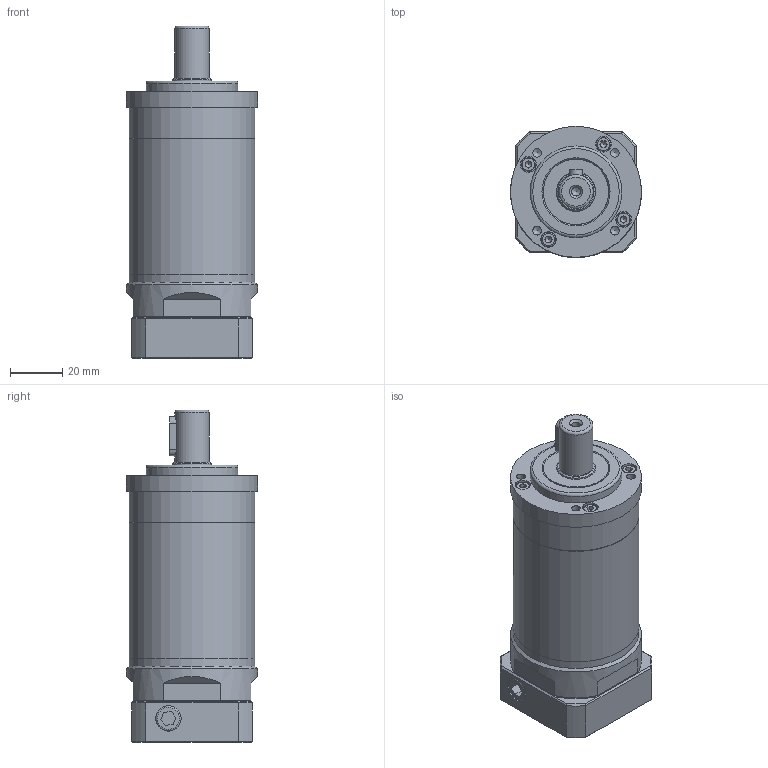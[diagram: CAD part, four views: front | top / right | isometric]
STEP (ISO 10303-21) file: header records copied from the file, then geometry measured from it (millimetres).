
FILE_DESCRIPTION((''),'2;1');
FILE_NAME('KFE-50-2.stp','2012-02-15T14:19:23',('young'),(''),'Autodesk Inventor 2012','Autodesk Inventor 2012','');
FILE_SCHEMA(('AUTOMOTIVE_DESIGN { 1 0 10303 214 1 1 1 1 }'));
Length unit declared in the file: millimetre
Products named in the file (1): KFE-50-2
Bounding box: 50 x 50 x 126.7 mm (x, y, z)
Volume: 180261.4 mm3; surface area: 52445.1 mm2
Topology: 21 solids, 21 shells, 474 faces, 1056 edges, 658 vertices
Faces by surface type: plane 256, cylinder 115, cone 90, torus 13
Full cylindrical faces by diameter (mm): 2.5 x9, 3 x5, 3.3 x13, 3.5 x9, 4 x4, 4.5 x4, 5.5 x5, 6 x9, 7 x4, 7.5 x4, 8.2 x1, 9.5 x2, 13 x1, 14.2 x1, 14.8 x2, 15 x4, 25 x4, 27 x1, 30 x1, 32 x3, 35 x1, 37 x1, 48 x3, 50 x2
Entity records: 12096 total; most frequent: CARTESIAN_POINT 2239, DIRECTION 2124, ORIENTED_EDGE 1676, AXIS2_PLACEMENT_3D 865, EDGE_CURVE 838, EDGE_LOOP 716, VERTEX_POINT 608, FACE_OUTER_BOUND 474
